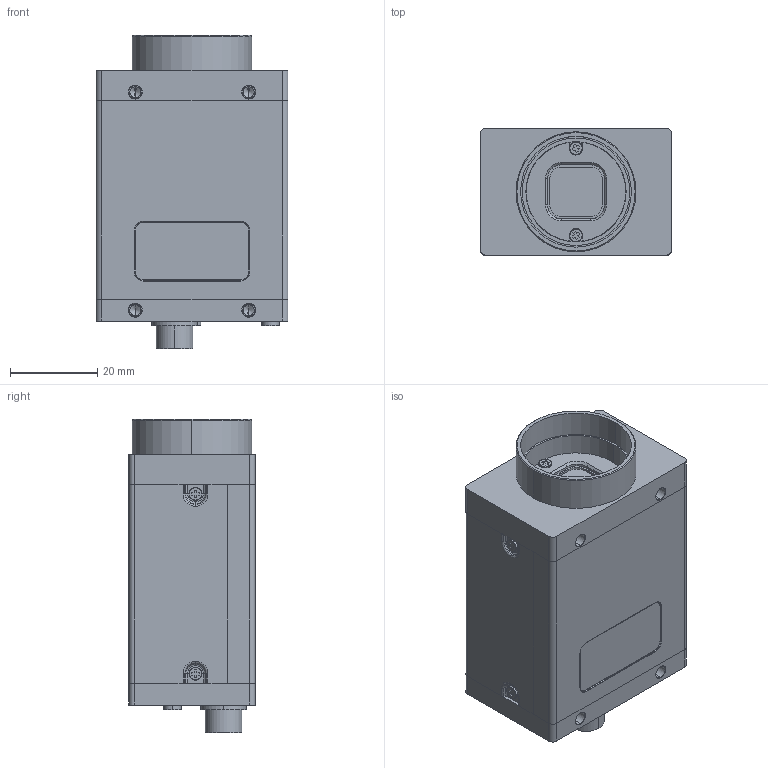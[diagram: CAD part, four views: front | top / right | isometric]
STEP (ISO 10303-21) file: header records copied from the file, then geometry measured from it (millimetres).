
FILE_DESCRIPTION (( 'STEP AP203' ), '1' );
FILE_NAME ('GSR-002-R1.STEP', '2013-12-20T21:45:39', ( 'Gus' ), ( '' ), 'SwSTEP 2.0', 'SolidWorks 2014', '' );
FILE_SCHEMA (( 'CONFIG_CONTROL_DESIGN' ));
Length unit declared in the file: millimetre
Products named in the file (1): GSR-002-R1
Bounding box: 44 x 29 x 71.8 mm (x, y, z)
Volume: 72530.2 mm3; surface area: 13450.1 mm2
Topology: 1 solids, 1 shells, 471 faces, 1155 edges, 714 vertices
Faces by surface type: plane 223, cylinder 137, cone 62, torus 48, sphere 1
Entity records: 13749 total; most frequent: DIRECTION 2502, CARTESIAN_POINT 2332, ORIENTED_EDGE 2272, EDGE_CURVE 1136, AXIS2_PLACEMENT_3D 898, VERTEX_POINT 712, LINE 706, VECTOR 706
